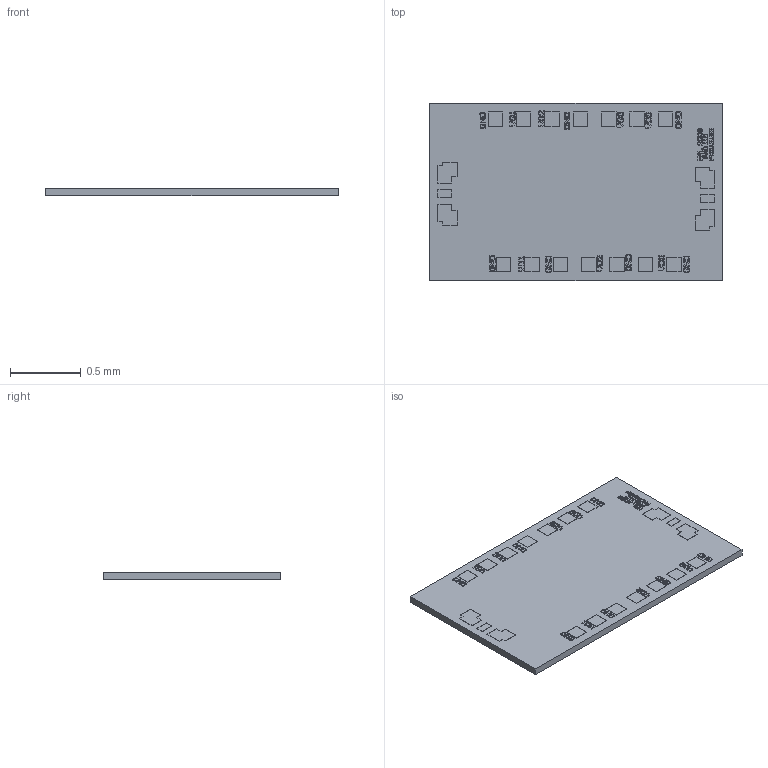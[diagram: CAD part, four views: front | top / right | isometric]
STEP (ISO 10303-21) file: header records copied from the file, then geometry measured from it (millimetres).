
FILE_DESCRIPTION((''),'2;1');
FILE_NAME('PA3-110.stp','2010-11-04T20:38:18',('PAMacdonald'),(''),'Autodesk Inventor 2010','Autodesk Inventor 2010','');
FILE_SCHEMA(('AUTOMOTIVE_DESIGN { 1 0 10303 214 1 1 1 1 }'));
Length unit declared in the file: inch
Products named in the file (1): PA3-110
Bounding box: 2.06 x 1.25 x 0.05 mm (x, y, z)
Volume: 0.1 mm3; surface area: 5.5 mm2
Topology: 1 solids, 1 shells, 1366 faces, 3783 edges, 2522 vertices
Faces by surface type: plane 1366
Entity records: 42807 total; most frequent: CARTESIAN_POINT 7672, ORIENTED_EDGE 7566, DIRECTION 6517, VECTOR 3783, LINE 3783, EDGE_CURVE 3783, VERTEX_POINT 2522, EDGE_LOOP 1469
